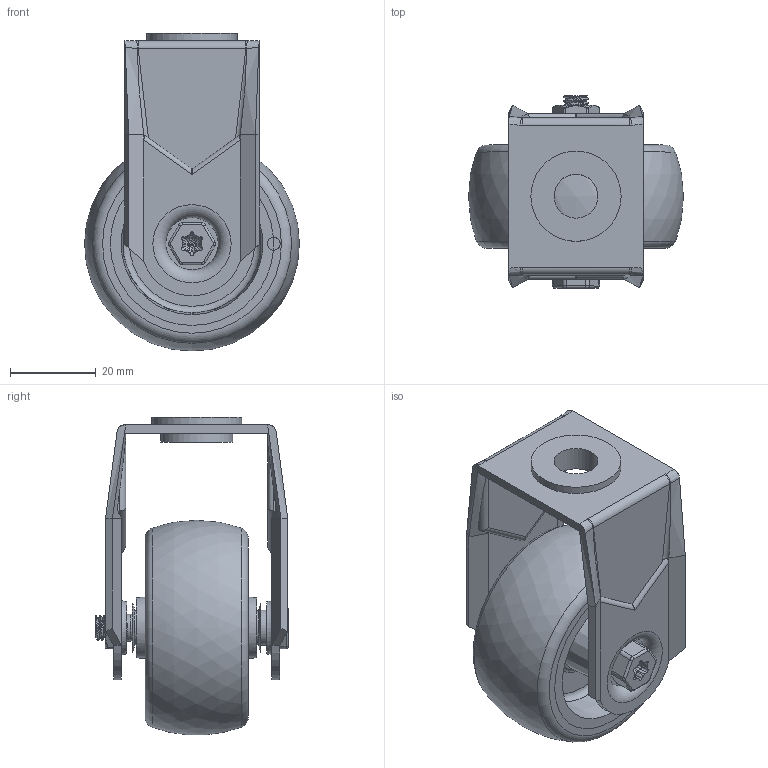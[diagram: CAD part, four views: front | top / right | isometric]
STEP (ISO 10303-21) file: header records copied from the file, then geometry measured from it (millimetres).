
FILE_DESCRIPTION(/* description */ ('','CAx-IF Rec.Pracs.---Representation and Presentation of Product Manufacturing Information (PMI)---4.0---2014-10-13'),/* implementation_level */ '2;1');
FILE_NAME(/* name */ 'BZRAF50GRECBH10.step',/* time_stamp */ '2025-03-10T16:57:55Z',/* author */ (''),/* organization */ (''),/* preprocessor_version */ 'ST-DEVELOPER v20',/* originating_system */ 'Autodesk Translation Framework v13.20.0.188',/* authorisation */ '');
FILE_SCHEMA (('AP242_MANAGED_MODEL_BASED_3D_ENGINEERING_MIM_LF { 1 0 10303 442 1 1 4 }'));
Length unit declared in the file: millimetre
Products named in the file (14): BZRAF50GRECBH10; BZRAF50ASBH10 v1; ZINC PLATED PRESSED STEEL FORKS; BZL50WGREC v1; ELECTRICALLY CONDUCTIVE POLYURETHANE TYRE; POLYPROPYLENE RIM; POLYPROPYLENE RIM Geometry; SPOT; TUBEM8X30 v1; ZINC PLATED AXLE TUBE; BOLTBZRA6MM v2; ZINC PLATED AXLE BOLT; NM6GR8HALFGR8 v1; ZINC PLATED LOCKING NUT
Assembly tree (13 placements, depth 4):
  BZRAF50GRECBH10
    BZRAF50ASBH10 v1
      ZINC PLATED PRESSED STEEL FORKS
    BZL50WGREC v1
      ELECTRICALLY CONDUCTIVE POLYURETHANE TYRE
      POLYPROPYLENE RIM
        POLYPROPYLENE RIM Geometry
        SPOT
    TUBEM8X30 v1
      ZINC PLATED AXLE TUBE
    BOLTBZRA6MM v2
      ZINC PLATED AXLE BOLT
    NM6GR8HALFGR8 v1
      ZINC PLATED LOCKING NUT
Bounding box: 50 x 44.75 x 73.93 mm (x, y, z)
Volume: 41112.8 mm3; surface area: 28868.6 mm2
Topology: 7 solids, 7 shells, 290 faces, 709 edges, 440 vertices
Faces by surface type: cylinder 99, plane 81, bspline 65, torus 23, cone 22
Full cylindrical faces by diameter (mm): 3 x1, 4.744 x2, 5.884 x4, 6 x2, 6.2 x1, 6.3 x1, 7.95 x1, 8 x1, 8.2 x2, 10.2 x1, 16.75 x1, 21 x1, 38 x2
Entity records: 24880 total; most frequent: CARTESIAN_POINT 17995, ORIENTED_EDGE 1406, DIRECTION 1325, EDGE_CURVE 703, AXIS2_PLACEMENT_3D 543, VERTEX_POINT 440, EDGE_LOOP 317, FACE_OUTER_BOUND 290
